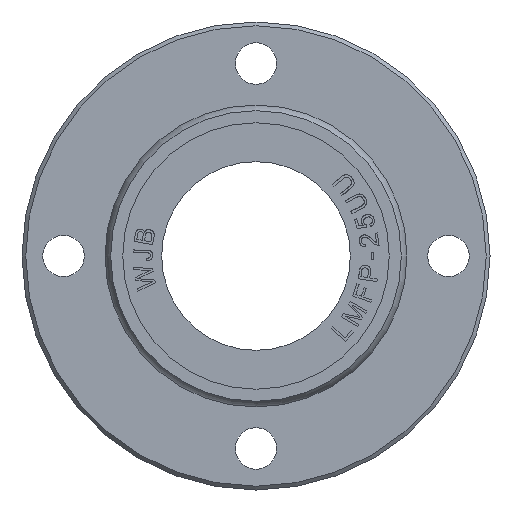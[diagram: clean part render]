
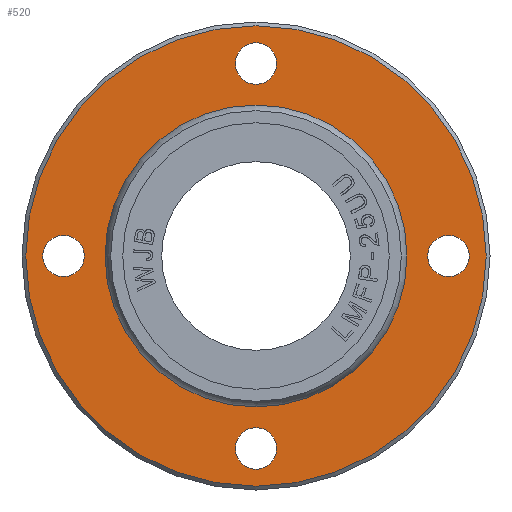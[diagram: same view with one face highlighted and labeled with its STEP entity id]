
A CAD part, left-side view. The second image highlights one B-rep face of the part: STEP entity #520.
In plain terms, the highlighted planar face has unit normal (-1, 0, 0).
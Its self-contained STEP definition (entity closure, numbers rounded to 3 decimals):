
#520=ADVANCED_FACE('',(#1244,#1245,#1246,#1247,#1248,#1249),#883,.T.);
#883=PLANE('',#6634);
#1144=CIRCLE('',#6625,30.5);
#1146=CIRCLE('',#6629,19.564);
#1147=CIRCLE('',#6630,2.75);
#1148=CIRCLE('',#6631,2.75);
#1149=CIRCLE('',#6632,2.75);
#1150=CIRCLE('',#6633,2.75);
#1244=FACE_BOUND('',#1363,.T.);
#1245=FACE_BOUND('',#1364,.T.);
#1246=FACE_BOUND('',#1365,.T.);
#1247=FACE_BOUND('',#1366,.T.);
#1248=FACE_BOUND('',#1367,.T.);
#1249=FACE_BOUND('',#1368,.T.);
#1363=EDGE_LOOP('',(#2458));
#1364=EDGE_LOOP('',(#2459));
#1365=EDGE_LOOP('',(#2460));
#1366=EDGE_LOOP('',(#2461));
#1367=EDGE_LOOP('',(#2462));
#1368=EDGE_LOOP('',(#2463));
#2458=ORIENTED_EDGE('',*,*,#4885,.F.);
#2459=ORIENTED_EDGE('',*,*,#4887,.F.);
#2460=ORIENTED_EDGE('',*,*,#4888,.T.);
#2461=ORIENTED_EDGE('',*,*,#4889,.T.);
#2462=ORIENTED_EDGE('',*,*,#4890,.T.);
#2463=ORIENTED_EDGE('',*,*,#4891,.T.);
#4269=VERTEX_POINT('',#9892);
#4271=VERTEX_POINT('',#9898);
#4272=VERTEX_POINT('',#9900);
#4273=VERTEX_POINT('',#9902);
#4274=VERTEX_POINT('',#9904);
#4275=VERTEX_POINT('',#9906);
#4885=EDGE_CURVE('',#4269,#4269,#1144,.T.);
#4887=EDGE_CURVE('',#4271,#4271,#1146,.T.);
#4888=EDGE_CURVE('',#4272,#4272,#1147,.T.);
#4889=EDGE_CURVE('',#4273,#4273,#1148,.T.);
#4890=EDGE_CURVE('',#4274,#4274,#1149,.T.);
#4891=EDGE_CURVE('',#4275,#4275,#1150,.T.);
#6625=AXIS2_PLACEMENT_3D('',#9891,#7195,#7196);
#6629=AXIS2_PLACEMENT_3D('',#9897,#7203,#7204);
#6630=AXIS2_PLACEMENT_3D('',#9899,#7205,#7206);
#6631=AXIS2_PLACEMENT_3D('',#9901,#7207,#7208);
#6632=AXIS2_PLACEMENT_3D('',#9903,#7209,#7210);
#6633=AXIS2_PLACEMENT_3D('',#9905,#7211,#7212);
#6634=AXIS2_PLACEMENT_3D('',#9907,#7213,#7214);
#7195=DIRECTION('',(1.,0.,0.));
#7196=DIRECTION('',(0.,0.,-1.));
#7203=DIRECTION('',(-1.,0.,0.));
#7204=DIRECTION('',(0.,0.,1.));
#7205=DIRECTION('',(1.,0.,0.));
#7206=DIRECTION('',(0.,1.,0.));
#7207=DIRECTION('',(1.,0.,0.));
#7208=DIRECTION('',(0.,1.,0.));
#7209=DIRECTION('',(1.,0.,0.));
#7210=DIRECTION('',(0.,1.,0.));
#7211=DIRECTION('',(1.,0.,0.));
#7212=DIRECTION('',(0.,1.,0.));
#7213=DIRECTION('',(-1.,0.,0.));
#7214=DIRECTION('',(0.,0.,1.));
#9891=CARTESIAN_POINT('',(8.,0.,0.));
#9892=CARTESIAN_POINT('',(8.,0.,30.5));
#9897=CARTESIAN_POINT('',(8.,0.,0.));
#9898=CARTESIAN_POINT('',(8.,0.,19.564));
#9899=CARTESIAN_POINT('',(8.,25.5,0.));
#9900=CARTESIAN_POINT('',(8.,22.75,0.));
#9901=CARTESIAN_POINT('',(8.,-25.5,0.));
#9902=CARTESIAN_POINT('',(8.,-28.25,0.));
#9903=CARTESIAN_POINT('',(8.,0.,25.5));
#9904=CARTESIAN_POINT('',(8.,-2.75,25.5));
#9905=CARTESIAN_POINT('',(8.,0.,-25.5));
#9906=CARTESIAN_POINT('',(8.,-2.75,-25.5));
#9907=CARTESIAN_POINT('',(8.,0.,25.282));
